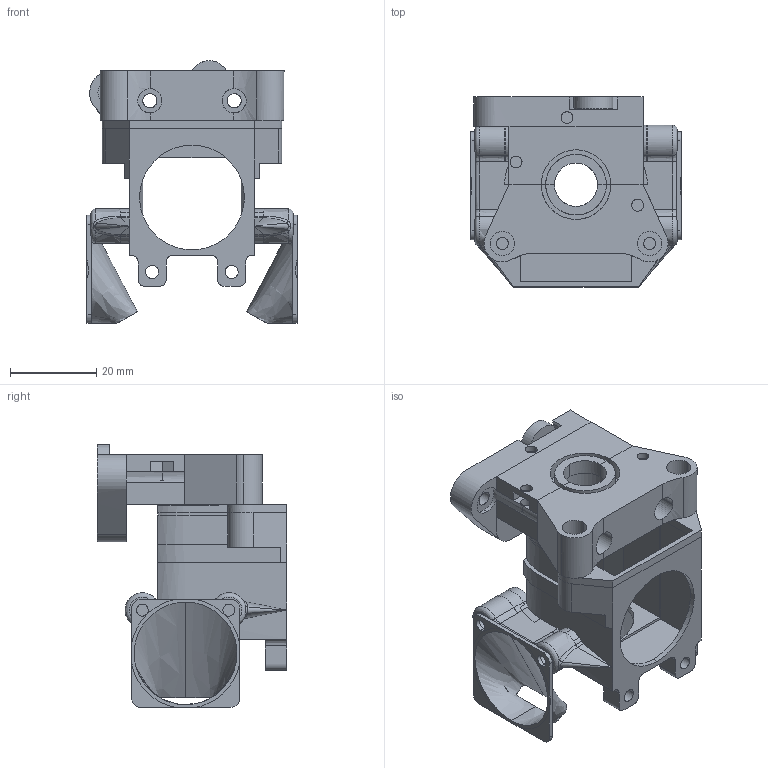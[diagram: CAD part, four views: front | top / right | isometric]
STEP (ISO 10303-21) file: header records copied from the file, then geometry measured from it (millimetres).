
FILE_DESCRIPTION(/* description */ (''),/* implementation_level */ '2;1');
FILE_NAME(/* name */ 'G5 CR10 E3D Assembly',/* time_stamp */ '2019-12-01T06:23:42+00:00',/* author */ (''),/* organization */ (''),/* preprocessor_version */ 'ST-DEVELOPER v8',/* originating_system */ '',/* authorisation */ '');
FILE_SCHEMA (('AUTOMOTIVE_DESIGN'));
Length unit declared in the file: millimetre
Products named in the file (1): 2
Bounding box: 48.58 x 43.91 x 60.79 mm (x, y, z)
Volume: 22966.3 mm3; surface area: 20463.4 mm2
Topology: 8 solids, 8 shells, 444 faces, 1165 edges, 743 vertices
Faces by surface type: bspline 444
Entity records: 18210 total; most frequent: CARTESIAN_POINT 11581, ORIENTED_EDGE 2314, EDGE_CURVE 1157, VERTEX_POINT 762, B_SPLINE_CURVE_WITH_KNOTS 713, EDGE_LOOP 502, ADVANCED_FACE 444, FACE_OUTER_BOUND 444
